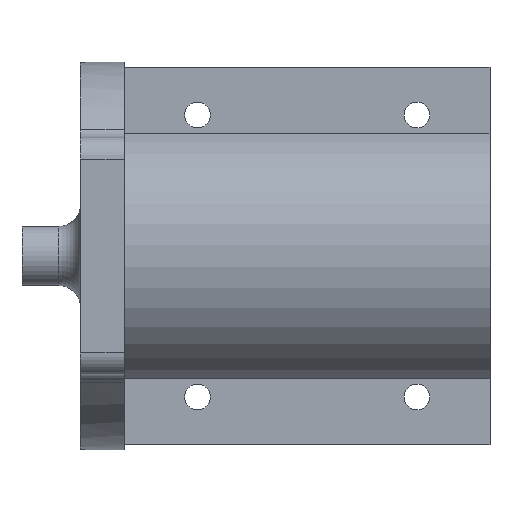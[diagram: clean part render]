
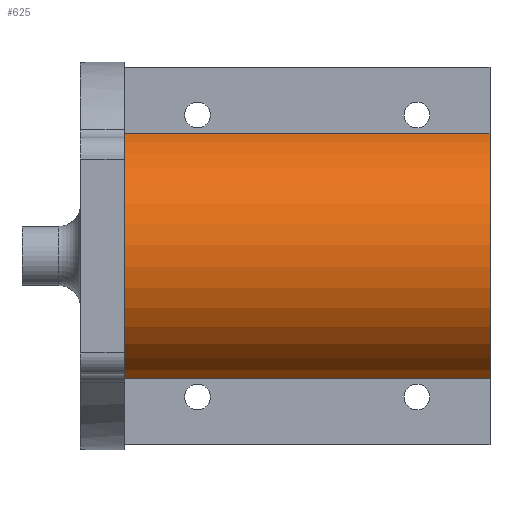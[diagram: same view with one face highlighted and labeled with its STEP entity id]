
A CAD part, left-side view. The second image highlights one B-rep face of the part: STEP entity #625.
In plain terms, the highlighted cylindrical face has radius 17.825 mm (diameter 35.65 mm), a partial arc.
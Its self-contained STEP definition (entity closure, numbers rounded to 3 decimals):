
#43 = ORIENTED_EDGE ( 'NONE', *, *, #530, .T. ) ;
#54 = FACE_OUTER_BOUND ( 'NONE', #1097, .T. ) ;
#58 = VERTEX_POINT ( 'NONE', #1245 ) ;
#106 = CARTESIAN_POINT ( 'NONE',  ( -6., -50., -16.785 ) ) ;
#156 = CARTESIAN_POINT ( 'NONE',  ( 0., -50., 0. ) ) ;
#190 = DIRECTION ( 'NONE',  ( 0., 1., 0. ) ) ;
#221 = EDGE_CURVE ( 'NONE', #1267, #317, #1250, .T. ) ;
#291 = CARTESIAN_POINT ( 'NONE',  ( 0., -50., 0. ) ) ;
#317 = VERTEX_POINT ( 'NONE', #649 ) ;
#366 = AXIS2_PLACEMENT_3D ( 'NONE', #291, #1369, #1383 ) ;
#394 = DIRECTION ( 'NONE',  ( 0., 1., 0. ) ) ;
#412 = CIRCLE ( 'NONE', #366, 17.825 ) ;
#413 = VERTEX_POINT ( 'NONE', #1174 ) ;
#530 = EDGE_CURVE ( 'NONE', #317, #413, #676, .T. ) ;
#594 = ORIENTED_EDGE ( 'NONE', *, *, #1063, .F. ) ;
#595 = DIRECTION ( 'NONE',  ( 0., 0., 1. ) ) ;
#603 = DIRECTION ( 'NONE',  ( 0., 1., 0. ) ) ;
#625 = ADVANCED_FACE ( 'NONE', ( #54 ), #822, .T. ) ;
#649 = CARTESIAN_POINT ( 'NONE',  ( -6., 0., 16.785 ) ) ;
#668 = DIRECTION ( 'NONE',  ( 0., 0., -1. ) ) ;
#676 = CIRCLE ( 'NONE', #720, 17.825 ) ;
#720 = AXIS2_PLACEMENT_3D ( 'NONE', #1217, #793, #668 ) ;
#793 = DIRECTION ( 'NONE',  ( 0., -1., 0. ) ) ;
#808 = EDGE_CURVE ( 'NONE', #58, #413, #1079, .T. ) ;
#822 = CYLINDRICAL_SURFACE ( 'NONE', #1372, 17.825 ) ;
#877 = ORIENTED_EDGE ( 'NONE', *, *, #221, .T. ) ;
#972 = VECTOR ( 'NONE', #603, 1000. ) ;
#1063 = EDGE_CURVE ( 'NONE', #1267, #58, #412, .T. ) ;
#1078 = ORIENTED_EDGE ( 'NONE', *, *, #808, .F. ) ;
#1079 = LINE ( 'NONE', #106, #1207 ) ;
#1097 = EDGE_LOOP ( 'NONE', ( #43, #1078, #594, #877 ) ) ;
#1145 = CARTESIAN_POINT ( 'NONE',  ( -6., -50., 16.785 ) ) ;
#1174 = CARTESIAN_POINT ( 'NONE',  ( -6., 0., -16.785 ) ) ;
#1207 = VECTOR ( 'NONE', #190, 1000. ) ;
#1217 = CARTESIAN_POINT ( 'NONE',  ( 0., 0., 0. ) ) ;
#1245 = CARTESIAN_POINT ( 'NONE',  ( -6., -50., -16.785 ) ) ;
#1250 = LINE ( 'NONE', #1145, #972 ) ;
#1267 = VERTEX_POINT ( 'NONE', #1317 ) ;
#1317 = CARTESIAN_POINT ( 'NONE',  ( -6., -50., 16.785 ) ) ;
#1369 = DIRECTION ( 'NONE',  ( 0., -1., 0. ) ) ;
#1372 = AXIS2_PLACEMENT_3D ( 'NONE', #156, #394, #595 ) ;
#1383 = DIRECTION ( 'NONE',  ( 0., 0., -1. ) ) ;
